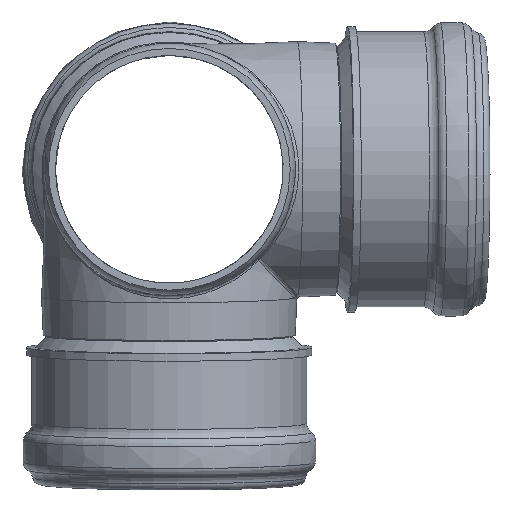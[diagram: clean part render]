
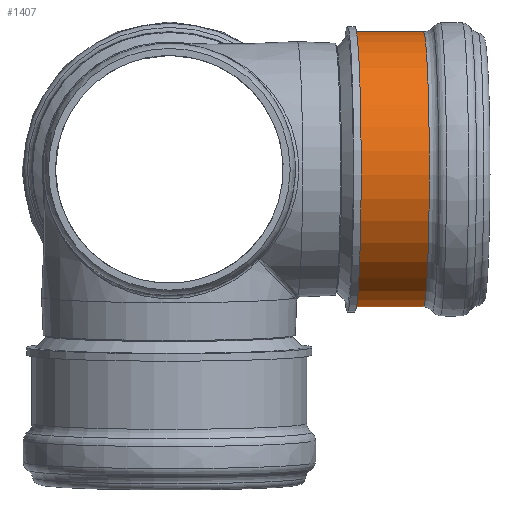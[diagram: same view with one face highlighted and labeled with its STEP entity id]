
A CAD part, front view. The second image highlights one B-rep face of the part: STEP entity #1407.
In plain terms, the highlighted cylindrical face has radius 60.2 mm (diameter 120.4 mm), a full revolution.
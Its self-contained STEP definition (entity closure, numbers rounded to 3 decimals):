
#64=CYLINDRICAL_SURFACE('',#1594,60.2);
#234=FACE_BOUND('',#509,.T.);
#338=FACE_OUTER_BOUND('',#508,.T.);
#508=EDGE_LOOP('',(#1260));
#509=EDGE_LOOP('',(#1261));
#614=CIRCLE('',#1593,60.2);
#615=CIRCLE('',#1595,60.2);
#749=VERTEX_POINT('',#4137);
#750=VERTEX_POINT('',#4140);
#921=EDGE_CURVE('',#749,#749,#614,.T.);
#922=EDGE_CURVE('',#750,#750,#615,.T.);
#1260=ORIENTED_EDGE('',*,*,#921,.T.);
#1261=ORIENTED_EDGE('',*,*,#922,.F.);
#1407=ADVANCED_FACE('',(#338,#234),#64,.T.);
#1593=AXIS2_PLACEMENT_3D('',#4138,#1965,#1966);
#1594=AXIS2_PLACEMENT_3D('',#4139,#1967,#1968);
#1595=AXIS2_PLACEMENT_3D('',#4141,#1969,#1970);
#1965=DIRECTION('center_axis',(0.,-1.,0.));
#1966=DIRECTION('ref_axis',(1.,0.,0.));
#1967=DIRECTION('center_axis',(0.,-1.,0.));
#1968=DIRECTION('ref_axis',(1.,0.,0.));
#1969=DIRECTION('center_axis',(0.,-1.,0.));
#1970=DIRECTION('ref_axis',(1.,0.,0.));
#4137=CARTESIAN_POINT('',(60.2,78.37,0.));
#4138=CARTESIAN_POINT('Origin',(0.,78.37,0.));
#4139=CARTESIAN_POINT('Origin',(0.,53.872,0.));
#4140=CARTESIAN_POINT('',(60.2,48.427,0.));
#4141=CARTESIAN_POINT('Origin',(0.,48.427,0.));
